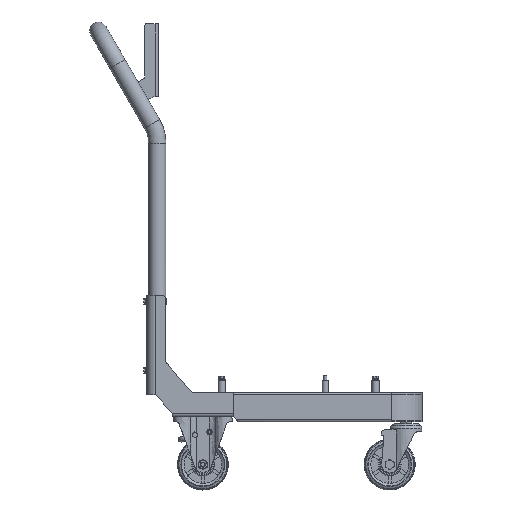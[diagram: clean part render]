
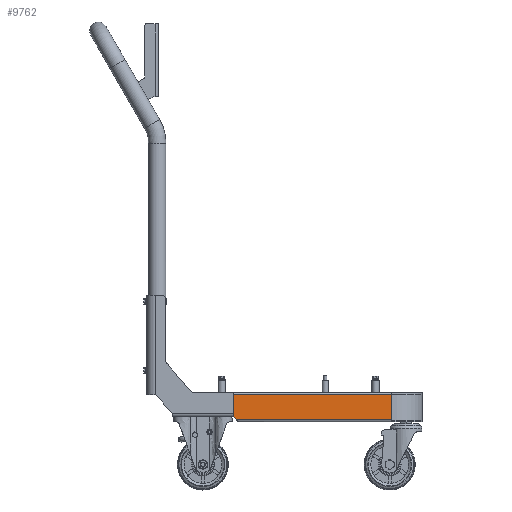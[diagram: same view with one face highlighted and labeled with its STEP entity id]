
A CAD part, front view. The second image highlights one B-rep face of the part: STEP entity #9762.
In plain terms, the highlighted planar face has unit normal (0, -1, 0).
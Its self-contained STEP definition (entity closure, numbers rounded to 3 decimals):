
#9469=CARTESIAN_POINT('',(180.,-160.,-52.5));
#9470=VERTEX_POINT('',#9469);
#9478=CARTESIAN_POINT('',(-123.7,-160.,-52.5));
#9479=VERTEX_POINT('',#9478);
#9480=CARTESIAN_POINT('',(-123.7,-160.,-52.5));
#9481=DIRECTION('',(1.0,0.0,0.0));
#9482=VECTOR('',#9481,303.7);
#9483=LINE('',#9480,#9482);
#9484=EDGE_CURVE('',#9479,#9470,#9483,.T.);
#9696=CARTESIAN_POINT('',(-130.0,-160.0,-46.2));
#9697=VERTEX_POINT('',#9696);
#9698=CARTESIAN_POINT('',(-123.7,-160.,-52.5));
#9699=DIRECTION('',(-0.707,0.0,0.707));
#9700=VECTOR('',#9699,8.91);
#9701=LINE('',#9698,#9700);
#9702=EDGE_CURVE('',#9479,#9697,#9701,.T.);
#9720=CARTESIAN_POINT('',(-130.0,-160.,-3.7));
#9721=VERTEX_POINT('',#9720);
#9722=CARTESIAN_POINT('',(-130.0,-160.0,-3.7));
#9723=DIRECTION('',(0.0,0.0,-1.0));
#9724=VECTOR('',#9723,42.5);
#9725=LINE('',#9722,#9724);
#9726=EDGE_CURVE('',#9721,#9697,#9725,.T.);
#9738=CARTESIAN_POINT('',(25.0,-160.,-28.1));
#9739=DIRECTION('',(0.0,1.0,0.0));
#9740=DIRECTION('',(0.0,0.0,1.0));
#9741=AXIS2_PLACEMENT_3D('',#9738,#9739,#9740);
#9742=PLANE('',#9741);
#9743=ORIENTED_EDGE('',*,*,#9484,.T.);
#9744=CARTESIAN_POINT('',(180.0,-160.,-3.7));
#9745=VERTEX_POINT('',#9744);
#9746=CARTESIAN_POINT('',(180.,-160.0,-52.5));
#9747=DIRECTION('',(0.0,0.0,1.0));
#9748=VECTOR('',#9747,48.8);
#9749=LINE('',#9746,#9748);
#9750=EDGE_CURVE('',#9470,#9745,#9749,.T.);
#9751=ORIENTED_EDGE('',*,*,#9750,.T.);
#9752=CARTESIAN_POINT('',(-130.0,-160.,-3.7));
#9753=DIRECTION('',(1.0,0.0,0.0));
#9754=VECTOR('',#9753,310.0);
#9755=LINE('',#9752,#9754);
#9756=EDGE_CURVE('',#9721,#9745,#9755,.T.);
#9757=ORIENTED_EDGE('',*,*,#9756,.F.);
#9758=ORIENTED_EDGE('',*,*,#9726,.T.);
#9759=ORIENTED_EDGE('',*,*,#9702,.F.);
#9760=EDGE_LOOP('',(#9743,#9751,#9757,#9758,#9759));
#9761=FACE_OUTER_BOUND('',#9760,.T.);
#9762=ADVANCED_FACE('',(#9761),#9742,.F.);
